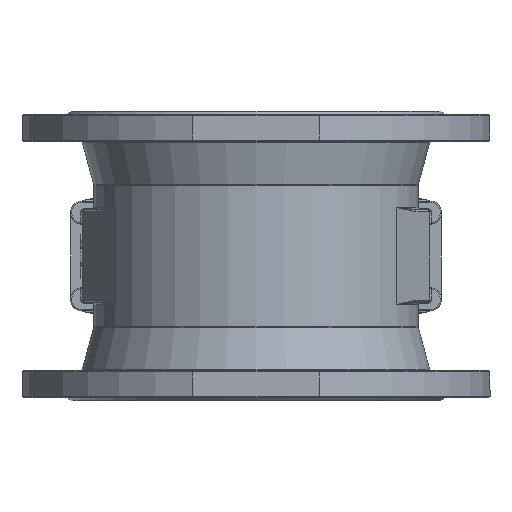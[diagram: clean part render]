
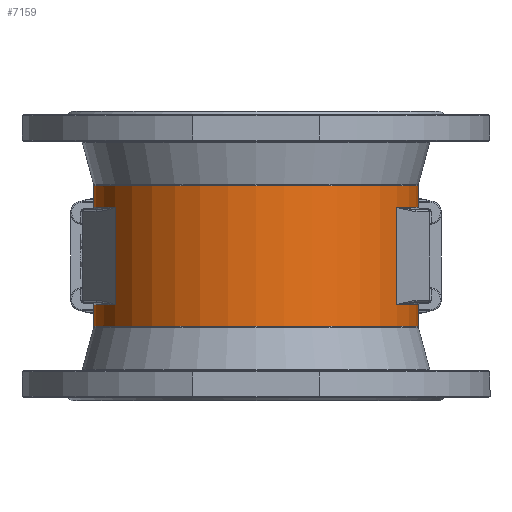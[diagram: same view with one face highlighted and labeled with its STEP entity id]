
A CAD part, front view. The second image highlights one B-rep face of the part: STEP entity #7159.
In plain terms, the highlighted cylindrical face has radius 140 mm (diameter 280 mm), a full revolution.
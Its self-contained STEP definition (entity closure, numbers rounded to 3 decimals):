
#707=LINE('',#13674,#1119);
#708=LINE('',#13874,#1120);
#732=LINE('',#14137,#1144);
#733=LINE('',#14156,#1145);
#734=LINE('',#14350,#1146);
#738=LINE('',#14470,#1150);
#739=LINE('',#14471,#1151);
#740=LINE('',#14472,#1152);
#1119=VECTOR('',#9509,10.);
#1120=VECTOR('',#9524,10.);
#1144=VECTOR('',#9684,10.);
#1145=VECTOR('',#9699,10.);
#1146=VECTOR('',#9718,10.);
#1150=VECTOR('',#9770,140.);
#1151=VECTOR('',#9771,140.);
#1152=VECTOR('',#9772,10.);
#1295=CYLINDRICAL_SURFACE('',#7963,140.);
#1685=FACE_OUTER_BOUND('',#2164,.T.);
#2164=EDGE_LOOP('',(#6201,#6202,#6203,#6204,#6205,#6206,#6207,#6208,#6209,
#6210,#6211,#6212,#6213,#6214,#6215,#6216,#6217,#6218,#6219,#6220,#6221,
#6222));
#2507=CIRCLE('',#7839,140.);
#2508=CIRCLE('',#7840,140.);
#2514=CIRCLE('',#7851,140.);
#2520=CIRCLE('',#7862,140.);
#2543=CIRCLE('',#7893,140.);
#2545=CIRCLE('',#7895,140.);
#2554=CIRCLE('',#7926,140.);
#2555=CIRCLE('',#7927,140.);
#2559=CIRCLE('',#7935,140.);
#2564=CIRCLE('',#7945,140.);
#2572=CIRCLE('',#7960,140.);
#2573=CIRCLE('',#7961,140.);
#3310=VERTEX_POINT('',#13638);
#3311=VERTEX_POINT('',#13659);
#3312=VERTEX_POINT('',#13661);
#3314=VERTEX_POINT('',#13673);
#3316=VERTEX_POINT('',#13758);
#3318=VERTEX_POINT('',#13873);
#3320=VERTEX_POINT('',#13883);
#3341=VERTEX_POINT('',#14023);
#3342=VERTEX_POINT('',#14024);
#3349=VERTEX_POINT('',#14117);
#3350=VERTEX_POINT('',#14139);
#3351=VERTEX_POINT('',#14141);
#3352=VERTEX_POINT('',#14147);
#3355=VERTEX_POINT('',#14239);
#3356=VERTEX_POINT('',#14348);
#3357=VERTEX_POINT('',#14356);
#3363=VERTEX_POINT('',#14464);
#3364=VERTEX_POINT('',#14465);
#4211=EDGE_CURVE('',#3311,#3310,#2507,.T.);
#4212=EDGE_CURVE('',#3312,#3311,#2508,.T.);
#4218=EDGE_CURVE('',#3314,#3312,#707,.T.);
#4223=EDGE_CURVE('',#3316,#3314,#2514,.T.);
#4229=EDGE_CURVE('',#3318,#3316,#708,.T.);
#4234=EDGE_CURVE('',#3320,#3318,#2520,.T.);
#4263=EDGE_CURVE('',#3341,#3342,#2543,.T.);
#4265=EDGE_CURVE('',#3342,#3341,#2545,.T.);
#4293=EDGE_CURVE('',#3349,#3310,#732,.T.);
#4295=EDGE_CURVE('',#3350,#3351,#2554,.T.);
#4296=EDGE_CURVE('',#3351,#3349,#2555,.T.);
#4299=EDGE_CURVE('',#3352,#3350,#733,.T.);
#4306=EDGE_CURVE('',#3355,#3352,#2559,.T.);
#4310=EDGE_CURVE('',#3356,#3355,#734,.T.);
#4314=EDGE_CURVE('',#3357,#3356,#2564,.T.);
#4326=EDGE_CURVE('',#3363,#3364,#2572,.T.);
#4327=EDGE_CURVE('',#3364,#3363,#2573,.T.);
#4329=EDGE_CURVE('',#3342,#3311,#738,.T.);
#4330=EDGE_CURVE('',#3351,#3364,#739,.T.);
#4331=EDGE_CURVE('',#3357,#3320,#740,.T.);
#6201=ORIENTED_EDGE('',*,*,#4263,.T.);
#6202=ORIENTED_EDGE('',*,*,#4329,.T.);
#6203=ORIENTED_EDGE('',*,*,#4211,.T.);
#6204=ORIENTED_EDGE('',*,*,#4293,.F.);
#6205=ORIENTED_EDGE('',*,*,#4296,.F.);
#6206=ORIENTED_EDGE('',*,*,#4330,.T.);
#6207=ORIENTED_EDGE('',*,*,#4326,.F.);
#6208=ORIENTED_EDGE('',*,*,#4327,.F.);
#6209=ORIENTED_EDGE('',*,*,#4330,.F.);
#6210=ORIENTED_EDGE('',*,*,#4295,.F.);
#6211=ORIENTED_EDGE('',*,*,#4299,.F.);
#6212=ORIENTED_EDGE('',*,*,#4306,.F.);
#6213=ORIENTED_EDGE('',*,*,#4310,.F.);
#6214=ORIENTED_EDGE('',*,*,#4314,.F.);
#6215=ORIENTED_EDGE('',*,*,#4331,.T.);
#6216=ORIENTED_EDGE('',*,*,#4234,.T.);
#6217=ORIENTED_EDGE('',*,*,#4229,.T.);
#6218=ORIENTED_EDGE('',*,*,#4223,.T.);
#6219=ORIENTED_EDGE('',*,*,#4218,.T.);
#6220=ORIENTED_EDGE('',*,*,#4212,.T.);
#6221=ORIENTED_EDGE('',*,*,#4329,.F.);
#6222=ORIENTED_EDGE('',*,*,#4265,.T.);
#7159=ADVANCED_FACE('',(#1685),#1295,.T.);
#7839=AXIS2_PLACEMENT_3D('',#13660,#9488,#9489);
#7840=AXIS2_PLACEMENT_3D('',#13662,#9490,#9491);
#7851=AXIS2_PLACEMENT_3D('',#13759,#9514,#9515);
#7862=AXIS2_PLACEMENT_3D('',#13884,#9538,#9539);
#7893=AXIS2_PLACEMENT_3D('',#14025,#9604,#9605);
#7895=AXIS2_PLACEMENT_3D('',#14027,#9608,#9609);
#7926=AXIS2_PLACEMENT_3D('',#14142,#9689,#9690);
#7927=AXIS2_PLACEMENT_3D('',#14143,#9691,#9692);
#7935=AXIS2_PLACEMENT_3D('',#14252,#9708,#9709);
#7945=AXIS2_PLACEMENT_3D('',#14369,#9729,#9730);
#7960=AXIS2_PLACEMENT_3D('',#14466,#9762,#9763);
#7961=AXIS2_PLACEMENT_3D('',#14467,#9764,#9765);
#7963=AXIS2_PLACEMENT_3D('',#14469,#9768,#9769);
#9488=DIRECTION('center_axis',(0.,0.,-1.));
#9489=DIRECTION('ref_axis',(0.915,0.404,0.));
#9490=DIRECTION('center_axis',(0.,0.,-1.));
#9491=DIRECTION('ref_axis',(0.915,0.404,0.));
#9509=DIRECTION('',(0.,0.,1.));
#9514=DIRECTION('center_axis',(0.,0.,-1.));
#9515=DIRECTION('ref_axis',(0.,1.,0.));
#9524=DIRECTION('',(0.,0.,-1.));
#9538=DIRECTION('center_axis',(0.,0.,-1.));
#9539=DIRECTION('ref_axis',(-0.915,0.404,0.));
#9604=DIRECTION('center_axis',(0.,0.,1.));
#9605=DIRECTION('ref_axis',(1.,0.,0.));
#9608=DIRECTION('center_axis',(0.,0.,1.));
#9609=DIRECTION('ref_axis',(1.,0.,0.));
#9684=DIRECTION('',(0.,0.,-1.));
#9689=DIRECTION('center_axis',(0.,0.,-1.));
#9690=DIRECTION('ref_axis',(0.915,0.404,0.));
#9691=DIRECTION('center_axis',(0.,0.,-1.));
#9692=DIRECTION('ref_axis',(0.915,0.404,0.));
#9699=DIRECTION('',(0.,0.,-1.));
#9708=DIRECTION('center_axis',(0.,0.,-1.));
#9709=DIRECTION('ref_axis',(0.,1.,0.));
#9718=DIRECTION('',(0.,0.,1.));
#9729=DIRECTION('center_axis',(0.,0.,-1.));
#9730=DIRECTION('ref_axis',(-0.915,0.404,0.));
#9762=DIRECTION('center_axis',(0.,0.,1.));
#9763=DIRECTION('ref_axis',(1.,0.,0.));
#9764=DIRECTION('center_axis',(0.,0.,1.));
#9765=DIRECTION('ref_axis',(1.,0.,0.));
#9768=DIRECTION('center_axis',(0.,0.,-1.));
#9769=DIRECTION('ref_axis',(-1.,0.,0.));
#9770=DIRECTION('',(0.,0.,1.));
#9771=DIRECTION('',(0.,0.,1.));
#9772=DIRECTION('',(0.,0.,-1.));
#13638=CARTESIAN_POINT('',(121.265,-69.962,-164.));
#13659=CARTESIAN_POINT('',(140.,0.,-164.));
#13660=CARTESIAN_POINT('Origin',(0.,0.,-164.));
#13661=CARTESIAN_POINT('',(31.549,136.399,-164.));
#13662=CARTESIAN_POINT('Origin',(0.,0.,-164.));
#13673=CARTESIAN_POINT('',(31.549,136.399,-174.));
#13674=CARTESIAN_POINT('',(31.549,136.399,-221.));
#13758=CARTESIAN_POINT('',(-31.549,136.399,-174.));
#13759=CARTESIAN_POINT('Origin',(0.,0.,-174.));
#13873=CARTESIAN_POINT('',(-31.549,136.399,-164.));
#13874=CARTESIAN_POINT('',(-31.549,136.399,-221.));
#13883=CARTESIAN_POINT('',(-121.265,-69.962,-164.));
#13884=CARTESIAN_POINT('Origin',(0.,0.,-164.));
#14023=CARTESIAN_POINT('',(-140.,0.,-182.737));
#14024=CARTESIAN_POINT('',(140.,0.,-182.737));
#14025=CARTESIAN_POINT('Origin',(0.,0.,-182.737));
#14027=CARTESIAN_POINT('Origin',(0.,0.,-182.737));
#14117=CARTESIAN_POINT('',(121.265,-69.962,-80.));
#14137=CARTESIAN_POINT('',(121.265,-69.962,-23.));
#14139=CARTESIAN_POINT('',(31.549,136.399,-80.));
#14141=CARTESIAN_POINT('',(140.,0.,-80.));
#14142=CARTESIAN_POINT('Origin',(0.,0.,-80.));
#14143=CARTESIAN_POINT('Origin',(0.,0.,-80.));
#14147=CARTESIAN_POINT('',(31.549,136.399,-70.));
#14156=CARTESIAN_POINT('',(31.549,136.399,-23.));
#14239=CARTESIAN_POINT('',(-31.549,136.399,-70.));
#14252=CARTESIAN_POINT('Origin',(0.,0.,-70.));
#14348=CARTESIAN_POINT('',(-31.549,136.399,-80.));
#14350=CARTESIAN_POINT('',(-31.549,136.399,-23.));
#14356=CARTESIAN_POINT('',(-121.265,-69.962,-80.));
#14369=CARTESIAN_POINT('Origin',(0.,0.,-80.));
#14464=CARTESIAN_POINT('',(-140.,0.,-61.263));
#14465=CARTESIAN_POINT('',(140.,0.,-61.263));
#14466=CARTESIAN_POINT('Origin',(0.,0.,-61.263));
#14467=CARTESIAN_POINT('Origin',(0.,0.,-61.263));
#14469=CARTESIAN_POINT('Origin',(0.,0.,-23.));
#14470=CARTESIAN_POINT('',(140.,0.,-23.));
#14471=CARTESIAN_POINT('',(140.,0.,-23.));
#14472=CARTESIAN_POINT('',(-121.265,-69.962,-23.));
